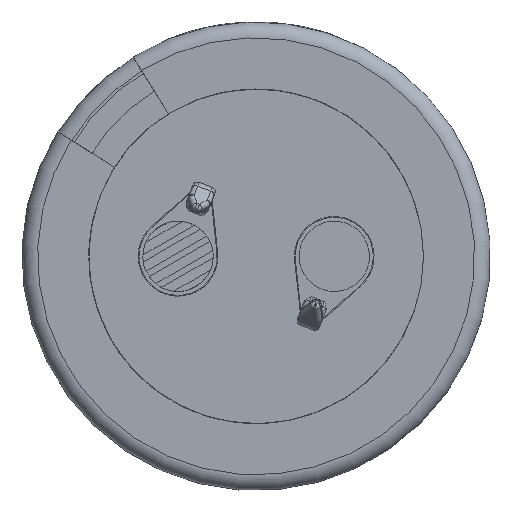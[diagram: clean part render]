
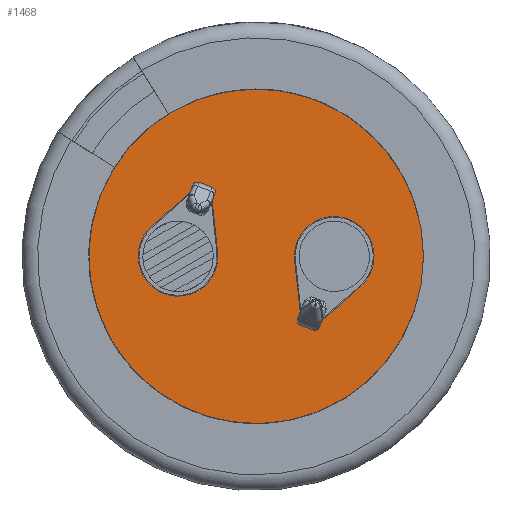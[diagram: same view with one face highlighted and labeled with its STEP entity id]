
A CAD part, front view. The second image highlights one B-rep face of the part: STEP entity #1468.
In plain terms, the highlighted planar face has unit normal (0, -1, 0).
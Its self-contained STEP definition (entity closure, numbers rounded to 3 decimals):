
#1468 = ADVANCED_FACE( '', ( #3192, #3193, #3194 ), #3195, .T. );
#3192 = FACE_OUTER_BOUND( '', #6383, .T. );
#3193 = FACE_BOUND( '', #6384, .T. );
#3194 = FACE_BOUND( '', #6385, .T. );
#3195 = PLANE( '', #6386 );
#6383 = EDGE_LOOP( '', ( #11343 ) );
#6384 = EDGE_LOOP( '', ( #11344, #11345, #11346, #11347 ) );
#6385 = EDGE_LOOP( '', ( #11348, #11349, #11350, #11351 ) );
#6386 = AXIS2_PLACEMENT_3D( '', #11352, #11353, #11354 );
#11343 = ORIENTED_EDGE( '', *, *, #12762, .T. );
#11344 = ORIENTED_EDGE( '', *, *, #12876, .F. );
#11345 = ORIENTED_EDGE( '', *, *, #12923, .F. );
#11346 = ORIENTED_EDGE( '', *, *, #14473, .F. );
#11347 = ORIENTED_EDGE( '', *, *, #13278, .F. );
#11348 = ORIENTED_EDGE( '', *, *, #13046, .T. );
#11349 = ORIENTED_EDGE( '', *, *, #13861, .T. );
#11350 = ORIENTED_EDGE( '', *, *, #12881, .T. );
#11351 = ORIENTED_EDGE( '', *, *, #13899, .T. );
#11352 = CARTESIAN_POINT( '', ( 0., 0., 0. ) );
#11353 = DIRECTION( '', ( 0., -1., 0. ) );
#11354 = DIRECTION( '', ( 1., 0., 0. ) );
#12762 = EDGE_CURVE( '', #14862, #14862, #14863, .T. );
#12876 = EDGE_CURVE( '', #15062, #15063, #15064, .T. );
#12881 = EDGE_CURVE( '', #15071, #15072, #15073, .T. );
#12923 = EDGE_CURVE( '', #15144, #15062, #15145, .T. );
#13046 = EDGE_CURVE( '', #15356, #15357, #15358, .T. );
#13278 = EDGE_CURVE( '', #15063, #15753, #15754, .T. );
#13861 = EDGE_CURVE( '', #15357, #15071, #16690, .T. );
#13899 = EDGE_CURVE( '', #15072, #15356, #16742, .T. );
#14473 = EDGE_CURVE( '', #15753, #15144, #17472, .T. );
#14862 = VERTEX_POINT( '', #18075 );
#14863 = CIRCLE( '', #18076, 12.429 );
#15062 = VERTEX_POINT( '', #18545 );
#15063 = VERTEX_POINT( '', #18546 );
#15064 = LINE( '', #18547, #18548 );
#15071 = VERTEX_POINT( '', #18558 );
#15072 = VERTEX_POINT( '', #18559 );
#15073 = LINE( '', #18560, #18561 );
#15144 = VERTEX_POINT( '', #18686 );
#15145 = LINE( '', #18687, #18688 );
#15356 = VERTEX_POINT( '', #19075 );
#15357 = VERTEX_POINT( '', #19076 );
#15358 = LINE( '', #19077, #19078 );
#15753 = VERTEX_POINT( '', #19782 );
#15754 = CIRCLE( '', #19783, 2.55 );
#16690 = LINE( '', #22199, #22200 );
#16742 = CIRCLE( '', #22288, 2.55 );
#17472 = LINE( '', #23823, #23824 );
#18075 = CARTESIAN_POINT( '', ( 12.429, 0., 0. ) );
#18076 = AXIS2_PLACEMENT_3D( '', #24464, #24465, #24466 );
#18545 = CARTESIAN_POINT( '', ( -4.27, 0., 4.059 ) );
#18546 = CARTESIAN_POINT( '', ( -6.694, 0., 1.906 ) );
#18547 = CARTESIAN_POINT( '', ( -4.27, 0., 4.059 ) );
#18548 = VECTOR( '', #24496, 1000. );
#18558 = CARTESIAN_POINT( '', ( 2.814, 0., -3.497 ) );
#18559 = CARTESIAN_POINT( '', ( 2.465, 0., -0.274 ) );
#18560 = CARTESIAN_POINT( '', ( 2.814, 0., -3.497 ) );
#18561 = VECTOR( '', #24500, 1000. );
#18686 = CARTESIAN_POINT( '', ( -2.814, 0., 3.497 ) );
#18687 = CARTESIAN_POINT( '', ( -2.814, 0., 3.497 ) );
#18688 = VECTOR( '', #24534, 1000. );
#19075 = CARTESIAN_POINT( '', ( 6.694, 0., -1.906 ) );
#19076 = CARTESIAN_POINT( '', ( 4.27, 0., -4.059 ) );
#19077 = CARTESIAN_POINT( '', ( 6.694, 0., -1.906 ) );
#19078 = VECTOR( '', #24640, 1000. );
#19782 = CARTESIAN_POINT( '', ( -2.465, 0., 0.274 ) );
#19783 = AXIS2_PLACEMENT_3D( '', #24778, #24779, #24780 );
#22199 = CARTESIAN_POINT( '', ( 4.27, 0., -4.059 ) );
#22200 = VECTOR( '', #24910, 1000. );
#22288 = AXIS2_PLACEMENT_3D( '', #24944, #24945, #24946 );
#23823 = CARTESIAN_POINT( '', ( -2.465, 0., 0.274 ) );
#23824 = VECTOR( '', #25201, 1000. );
#24464 = CARTESIAN_POINT( '', ( 0., 0., 0. ) );
#24465 = DIRECTION( '', ( 0., -1., 0. ) );
#24466 = DIRECTION( '', ( 1., 0., 0. ) );
#24496 = DIRECTION( '', ( -0.748, 0., -0.664 ) );
#24500 = DIRECTION( '', ( -0.108, 0., 0.994 ) );
#24534 = DIRECTION( '', ( -0.933, 0., 0.36 ) );
#24640 = DIRECTION( '', ( -0.748, 0., -0.664 ) );
#24778 = CARTESIAN_POINT( '', ( -5., 0., 0. ) );
#24779 = DIRECTION( '', ( 0., -1., 0. ) );
#24780 = DIRECTION( '', ( 0., 0., 1. ) );
#24910 = DIRECTION( '', ( -0.933, 0., 0.36 ) );
#24944 = CARTESIAN_POINT( '', ( 5., 0., 0. ) );
#24945 = DIRECTION( '', ( 0., 1., 0. ) );
#24946 = DIRECTION( '', ( 0., 0., -1. ) );
#25201 = DIRECTION( '', ( -0.108, 0., 0.994 ) );
